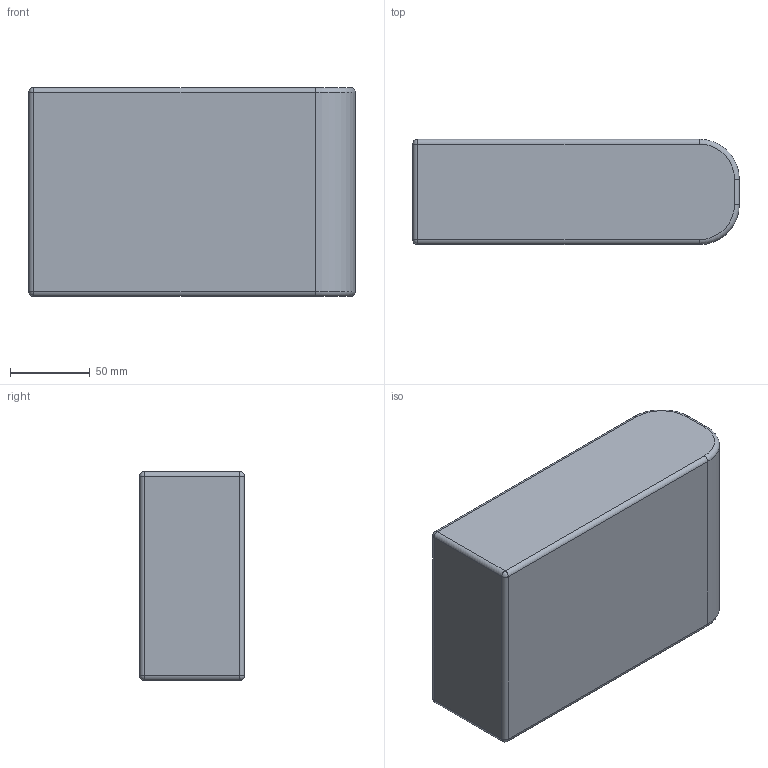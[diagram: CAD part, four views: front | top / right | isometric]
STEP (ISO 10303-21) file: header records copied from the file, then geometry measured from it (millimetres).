
FILE_DESCRIPTION (( 'STEP AP203' ), '1' );
FILE_NAME ('Tattu 22_2v 30000mAh_Default_sldprt.STEP', '2022-04-16T10:25:08', ( '' ), ( '' ), 'SwSTEP 2.0', 'SolidWorks 2019', '' );
FILE_SCHEMA (( 'CONFIG_CONTROL_DESIGN' ));
Length unit declared in the file: millimetre
Products named in the file (1): Tattu 22_2v 30000mAh_Default_sldprt
Bounding box: 205 x 66.01 x 131 mm (x, y, z)
Volume: 1734862.1 mm3; surface area: 93044.8 mm2
Topology: 1 solids, 1 shells, 479 faces, 1264 edges, 833 vertices
Faces by surface type: plane 252, bspline 185, cylinder 34, sphere 4, torus 4
Entity records: 25300 total; most frequent: CARTESIAN_POINT 14593, ORIENTED_EDGE 2520, DIRECTION 1552, EDGE_CURVE 1260, VERTEX_POINT 833, LINE 818, VECTOR 818, EDGE_LOOP 529
